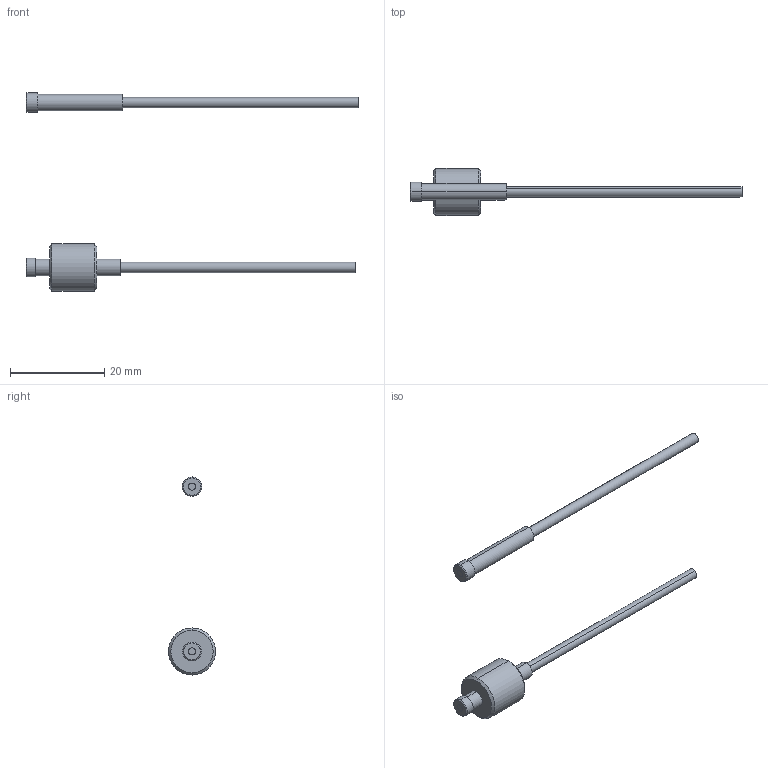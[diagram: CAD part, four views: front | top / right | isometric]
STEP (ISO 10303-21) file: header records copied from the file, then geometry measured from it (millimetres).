
FILE_DESCRIPTION (( 'STEP AP214' ), '1' );
FILE_NAME ('GPF-VA02.STEP', '2017-11-17T06:32:54', ( 'TWLEE' ), ( '' ), 'SwSTEP 2.0', 'SolidWorks 2015', '' );
FILE_SCHEMA (( 'AUTOMOTIVE_DESIGN' ));
Length unit declared in the file: millimetre
Products named in the file (5): GPF-VA02_LENS; GPF-VA02_FIBER; GPF-VA01_HEAD2; GPF-VA02_HEAD; GPF-VA02
Assembly tree (6 placements, depth 2):
  GPF-VA02
    GPF-VA02_HEAD
    GPF-VA01_HEAD2
    GPF-VA02_FIBER  x2
    GPF-VA02_LENS  x2
Bounding box: 70.5 x 10 x 42.05 mm (x, y, z)
Volume: 1465.7 mm3; surface area: 1539 mm2
Topology: 6 solids, 6 shells, 50 faces, 88 edges, 56 vertices
Faces by surface type: cylinder 24, plane 18, cone 8
Entity records: 1258 total; most frequent: DIRECTION 226, CARTESIAN_POINT 175, ORIENTED_EDGE 152, AXIS2_PLACEMENT_3D 99, EDGE_CURVE 76, CIRCLE 48, EDGE_LOOP 48, VERTEX_POINT 48
